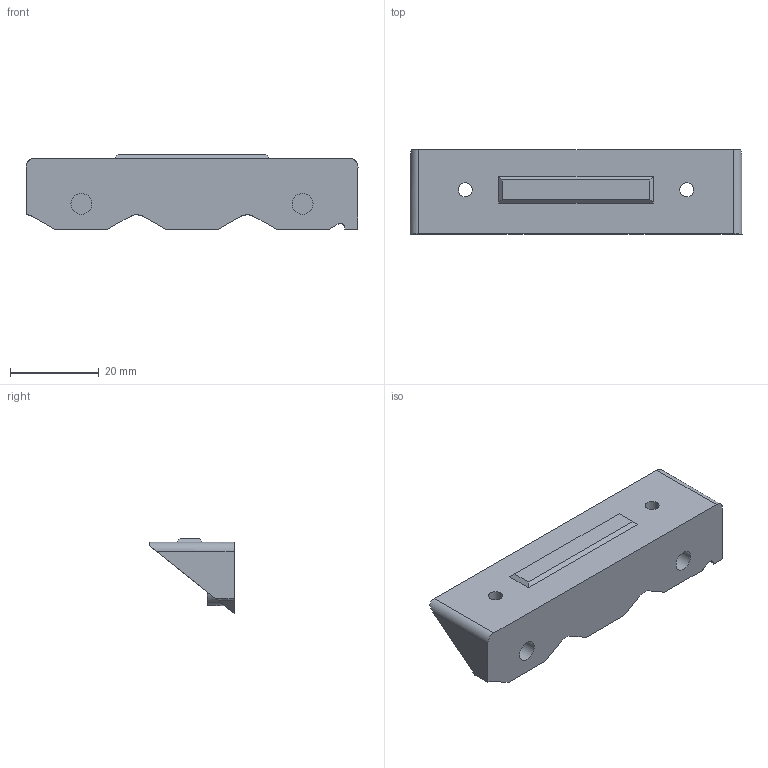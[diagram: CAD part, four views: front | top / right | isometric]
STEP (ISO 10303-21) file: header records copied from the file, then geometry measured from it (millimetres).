
FILE_DESCRIPTION(/* description */ (''),/* implementation_level */ '2;1');
FILE_NAME(/* name */ 'bracket_250mm_VT (2x).step',/* time_stamp */ '2024-08-06T07:54:51-05:00',/* author */ (''),/* organization */ (''),/* preprocessor_version */ 'ST-DEVELOPER v20',/* originating_system */ 'Autodesk Translation Framework v13.14.0.145',/* authorisation */ '');
FILE_SCHEMA (('AUTOMOTIVE_DESIGN { 1 0 10303 214 3 1 1 }'));
Length unit declared in the file: millimetre
Products named in the file (1): bracket_250mm (2x)
Bounding box: 75 x 19 x 16.8 mm (x, y, z)
Volume: 11568.6 mm3; surface area: 5093.4 mm2
Topology: 1 solids, 1 shells, 39 faces, 90 edges, 60 vertices
Faces by surface type: plane 24, cylinder 10, bspline 5
Full cylindrical faces by diameter (mm): 3.2 x2, 4.7 x2, 6 x2
Entity records: 1549 total; most frequent: CARTESIAN_POINT 631, ORIENTED_EDGE 180, DIRECTION 170, EDGE_CURVE 90, VERTEX_POINT 60, AXIS2_PLACEMENT_3D 57, LINE 56, VECTOR 56
